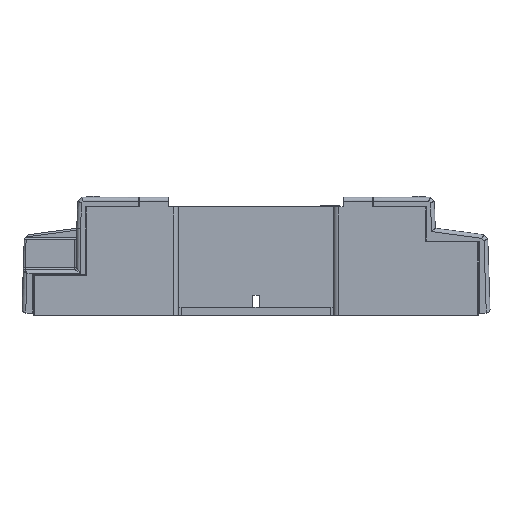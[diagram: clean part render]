
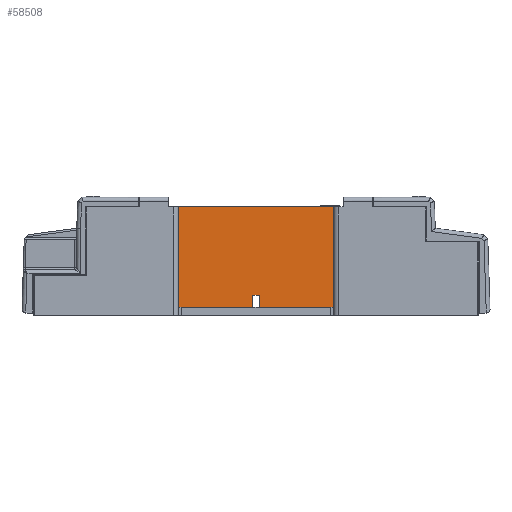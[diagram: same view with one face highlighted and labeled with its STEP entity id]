
A CAD part, front view. The second image highlights one B-rep face of the part: STEP entity #58508.
In plain terms, the highlighted planar face has unit normal (0, -1, 0).
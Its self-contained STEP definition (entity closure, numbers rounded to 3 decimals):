
#7129 = LINE ( 'NONE', #14316, #7132 ) ;
#7132 = VECTOR ( 'NONE', #14317, 1000. ) ;
#7446 = LINE ( 'NONE', #14663, #7449 ) ;
#7449 = VECTOR ( 'NONE', #14665, 1000. ) ;
#8190 = AXIS2_PLACEMENT_3D ( 'NONE', #18059, #18063, #18064 ) ;
#14316 = CARTESIAN_POINT ( 'NONE',  ( -16.05, -21., 0. ) ) ;
#14317 = DIRECTION ( 'NONE',  ( 1., 0., 0. ) ) ;
#14663 = CARTESIAN_POINT ( 'NONE',  ( -16.05, -21., -20.75 ) ) ;
#14665 = DIRECTION ( 'NONE',  ( 1., 0., 0. ) ) ;
#14756 = CARTESIAN_POINT ( 'NONE',  ( -0.65, -21., -18.25 ) ) ;
#14775 = DIRECTION ( 'NONE',  ( 0., 0., -1. ) ) ;
#14776 = CARTESIAN_POINT ( 'NONE',  ( -0.65, -21., -18.25 ) ) ;
#14777 = DIRECTION ( 'NONE',  ( -1., 0., 0. ) ) ;
#14778 = CARTESIAN_POINT ( 'NONE',  ( 0.65, -21., -18.25 ) ) ;
#14779 = DIRECTION ( 'NONE',  ( 0., 0., 1. ) ) ;
#14780 = CARTESIAN_POINT ( 'NONE',  ( -16.05, -21., -20.75 ) ) ;
#14781 = DIRECTION ( 'NONE',  ( 1., 0., 0. ) ) ;
#14782 = CARTESIAN_POINT ( 'NONE',  ( -16.05, -21., -20.75 ) ) ;
#14783 = DIRECTION ( 'NONE',  ( 1., 0., 0. ) ) ;
#14784 = CARTESIAN_POINT ( 'NONE',  ( 16.05, -21., -22.5 ) ) ;
#14785 = DIRECTION ( 'NONE',  ( 0., 0., 1. ) ) ;
#14786 = CARTESIAN_POINT ( 'NONE',  ( -16.05, -21., -22.5 ) ) ;
#14787 = DIRECTION ( 'NONE',  ( 0., 0., 1. ) ) ;
#14788 = CARTESIAN_POINT ( 'NONE',  ( -16.05, -21., -20.75 ) ) ;
#14789 = DIRECTION ( 'NONE',  ( 1., 0., 0. ) ) ;
#15208 = LINE ( 'NONE', #14756, #15225 ) ;
#15224 = LINE ( 'NONE', #14776, #15227 ) ;
#15225 = VECTOR ( 'NONE', #14775, 1000. ) ;
#15226 = LINE ( 'NONE', #14778, #15229 ) ;
#15227 = VECTOR ( 'NONE', #14777, 1000. ) ;
#15228 = LINE ( 'NONE', #14780, #15231 ) ;
#15229 = VECTOR ( 'NONE', #14779, 1000. ) ;
#15230 = LINE ( 'NONE', #14782, #15233 ) ;
#15231 = VECTOR ( 'NONE', #14781, 1000. ) ;
#15232 = LINE ( 'NONE', #14784, #15235 ) ;
#15233 = VECTOR ( 'NONE', #14783, 1000. ) ;
#15234 = LINE ( 'NONE', #14786, #15237 ) ;
#15235 = VECTOR ( 'NONE', #14785, 1000. ) ;
#15236 = LINE ( 'NONE', #14788, #15239 ) ;
#15237 = VECTOR ( 'NONE', #14787, 1000. ) ;
#15239 = VECTOR ( 'NONE', #14789, 1000. ) ;
#17526 = FACE_OUTER_BOUND ( 'NONE', #34665, .T. ) ;
#18058 = PLANE ( 'NONE',  #8190 ) ;
#18059 = CARTESIAN_POINT ( 'NONE',  ( -16.05, -21., -22.5 ) ) ;
#18063 = DIRECTION ( 'NONE',  ( 0., -1., 0. ) ) ;
#18064 = DIRECTION ( 'NONE',  ( 0., 0., -1. ) ) ;
#19299 = CARTESIAN_POINT ( 'NONE',  ( -16.05, -21., -20.75 ) ) ;
#19332 = CARTESIAN_POINT ( 'NONE',  ( -16.05, -21., 0. ) ) ;
#19351 = VERTEX_POINT ( 'NONE', #19299 ) ;
#19381 = VERTEX_POINT ( 'NONE', #19332 ) ;
#19486 = VERTEX_POINT ( 'NONE', #82157 ) ;
#19746 = VERTEX_POINT ( 'NONE', #82398 ) ;
#19771 = VERTEX_POINT ( 'NONE', #82422 ) ;
#19802 = VERTEX_POINT ( 'NONE', #82450 ) ;
#19811 = VERTEX_POINT ( 'NONE', #82459 ) ;
#19830 = VERTEX_POINT ( 'NONE', #82477 ) ;
#19888 = VERTEX_POINT ( 'NONE', #82529 ) ;
#19890 = VERTEX_POINT ( 'NONE', #82531 ) ;
#34665 = EDGE_LOOP ( 'NONE', ( #40447, #40449, #40451, #40453, #40454, #40455, #40456, #40457, #40458, #40459 ) ) ;
#40447 = ORIENTED_EDGE ( 'NONE', *, *, #71717, .F. ) ;
#40449 = ORIENTED_EDGE ( 'NONE', *, *, #71718, .F. ) ;
#40451 = ORIENTED_EDGE ( 'NONE', *, *, #71719, .F. ) ;
#40453 = ORIENTED_EDGE ( 'NONE', *, *, #71720, .T. ) ;
#40454 = ORIENTED_EDGE ( 'NONE', *, *, #71721, .T. ) ;
#40455 = ORIENTED_EDGE ( 'NONE', *, *, #71722, .T. ) ;
#40456 = ORIENTED_EDGE ( 'NONE', *, *, #71501, .F. ) ;
#40457 = ORIENTED_EDGE ( 'NONE', *, *, #71723, .F. ) ;
#40458 = ORIENTED_EDGE ( 'NONE', *, *, #71724, .T. ) ;
#40459 = ORIENTED_EDGE ( 'NONE', *, *, #71661, .T. ) ;
#58508 = ADVANCED_FACE ( 'NONE', ( #17526 ), #18058, .T. ) ;
#71501 = EDGE_CURVE ( 'NONE', #19381, #19802, #7129, .T. ) ;
#71661 = EDGE_CURVE ( 'NONE', #19746, #19830, #7446, .T. ) ;
#71717 = EDGE_CURVE ( 'NONE', #19811, #19830, #15208, .T. ) ;
#71718 = EDGE_CURVE ( 'NONE', #19486, #19811, #15224, .T. ) ;
#71719 = EDGE_CURVE ( 'NONE', #19888, #19486, #15226, .T. ) ;
#71720 = EDGE_CURVE ( 'NONE', #19888, #19771, #15228, .T. ) ;
#71721 = EDGE_CURVE ( 'NONE', #19771, #19890, #15230, .T. ) ;
#71722 = EDGE_CURVE ( 'NONE', #19890, #19802, #15232, .T. ) ;
#71723 = EDGE_CURVE ( 'NONE', #19351, #19381, #15234, .T. ) ;
#71724 = EDGE_CURVE ( 'NONE', #19351, #19746, #15236, .T. ) ;
#82157 = CARTESIAN_POINT ( 'NONE',  ( 0.65, -21., -18.25 ) ) ;
#82398 = CARTESIAN_POINT ( 'NONE',  ( -15.5, -21., -20.75 ) ) ;
#82422 = CARTESIAN_POINT ( 'NONE',  ( 15.5, -21., -20.75 ) ) ;
#82450 = CARTESIAN_POINT ( 'NONE',  ( 16.05, -21., 0. ) ) ;
#82459 = CARTESIAN_POINT ( 'NONE',  ( -0.65, -21., -18.25 ) ) ;
#82477 = CARTESIAN_POINT ( 'NONE',  ( -0.65, -21., -20.75 ) ) ;
#82529 = CARTESIAN_POINT ( 'NONE',  ( 0.65, -21., -20.75 ) ) ;
#82531 = CARTESIAN_POINT ( 'NONE',  ( 16.05, -21., -20.75 ) ) ;
